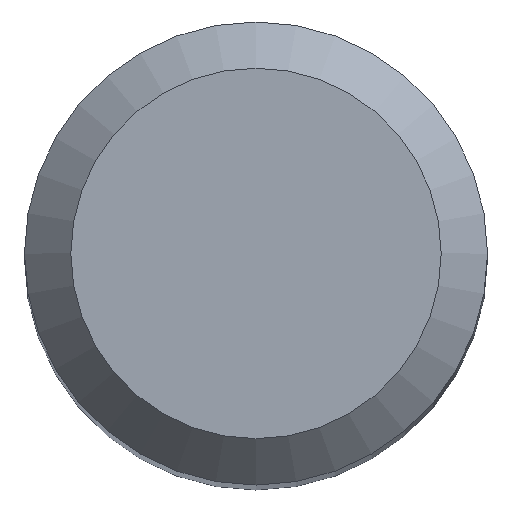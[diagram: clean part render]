
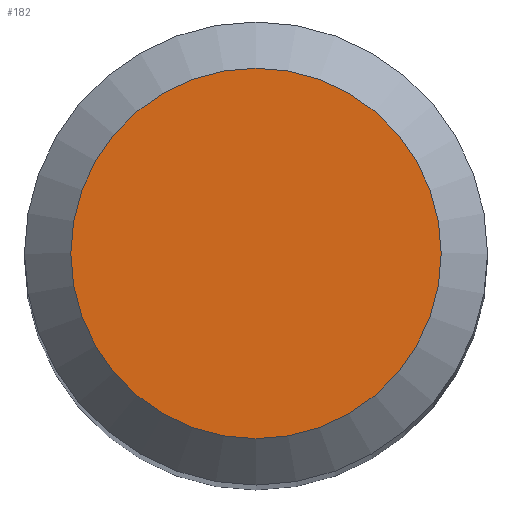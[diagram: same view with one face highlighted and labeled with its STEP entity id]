
A CAD part, top view. The second image highlights one B-rep face of the part: STEP entity #182.
In plain terms, the highlighted planar face has unit normal (0, 0, 1).
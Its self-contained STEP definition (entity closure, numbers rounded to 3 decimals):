
#44 = EDGE_CURVE ( 'NONE', #185, #185, #214, .T. ) ;
#51 = DIRECTION ( 'NONE',  ( 0., 1., 0. ) ) ;
#59 = AXIS2_PLACEMENT_3D ( 'NONE', #165, #203, #51 ) ;
#115 = DIRECTION ( 'NONE',  ( 0., 1., 0. ) ) ;
#121 = AXIS2_PLACEMENT_3D ( 'NONE', #239, #202, #115 ) ;
#163 = FACE_OUTER_BOUND ( 'NONE', #217, .T. ) ;
#165 = CARTESIAN_POINT ( 'NONE',  ( 0., 0., 102. ) ) ;
#182 = ADVANCED_FACE ( 'NONE', ( #163 ), #227, .F. ) ;
#185 = VERTEX_POINT ( 'NONE', #207 ) ;
#202 = DIRECTION ( 'NONE',  ( 0., 0., -1. ) ) ;
#203 = DIRECTION ( 'NONE',  ( 0., 0., -1. ) ) ;
#207 = CARTESIAN_POINT ( 'NONE',  ( 0., 3.2, 102. ) ) ;
#214 = CIRCLE ( 'NONE', #121, 3.2 ) ;
#217 = EDGE_LOOP ( 'NONE', ( #256 ) ) ;
#227 = PLANE ( 'NONE',  #59 ) ;
#239 = CARTESIAN_POINT ( 'NONE',  ( 0., 0., 102. ) ) ;
#256 = ORIENTED_EDGE ( 'NONE', *, *, #44, .F. ) ;
